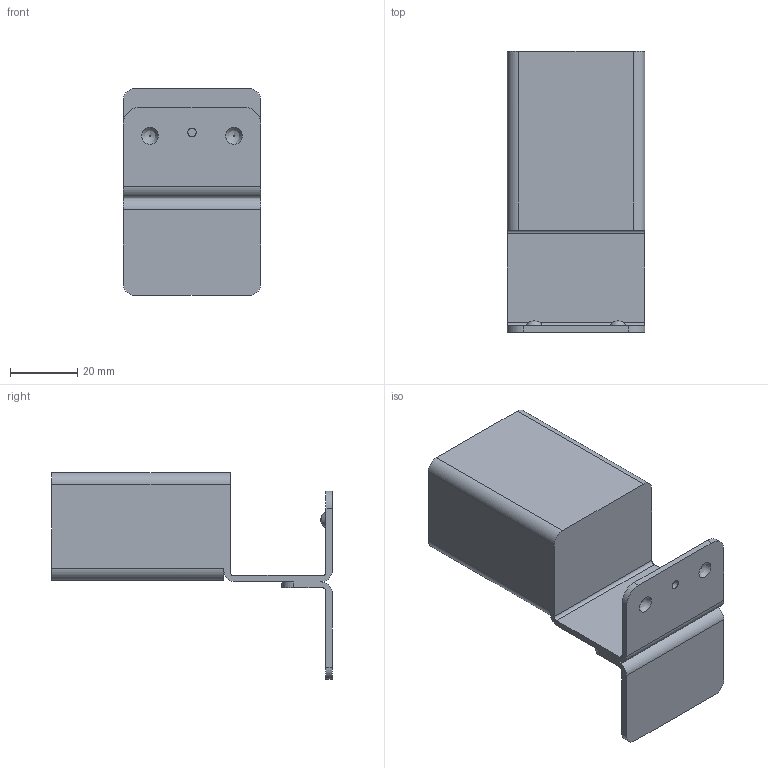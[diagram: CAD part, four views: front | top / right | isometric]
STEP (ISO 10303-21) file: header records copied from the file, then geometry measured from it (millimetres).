
FILE_DESCRIPTION(('FreeCAD Model'),'2;1');
FILE_NAME('Open CASCADE Shape Model','2026-02-10T10:29:05',(''),(''), 'Open CASCADE STEP processor 7.6','FreeCAD','Unknown');
FILE_SCHEMA(('AUTOMOTIVE_DESIGN { 1 0 10303 214 1 1 1 1 }'));
Length unit declared in the file: millimetre
Products named in the file (1): STB8-PRD28BB
Bounding box: 41 x 83.6 x 61.5 mm (x, y, z)
Volume: 20616.5 mm3; surface area: 21315.7 mm2
Topology: 1 solids, 1 shells, 63 faces, 175 edges, 118 vertices
Faces by surface type: plane 34, cylinder 25, bspline 4
Full cylindrical faces by diameter (mm): 2.5 x1
Entity records: 2185 total; most frequent: CARTESIAN_POINT 510, DIRECTION 354, ORIENTED_EDGE 350, EDGE_CURVE 175, AXIS2_PLACEMENT_3D 132, VERTEX_POINT 118, LINE 90, VECTOR 90
